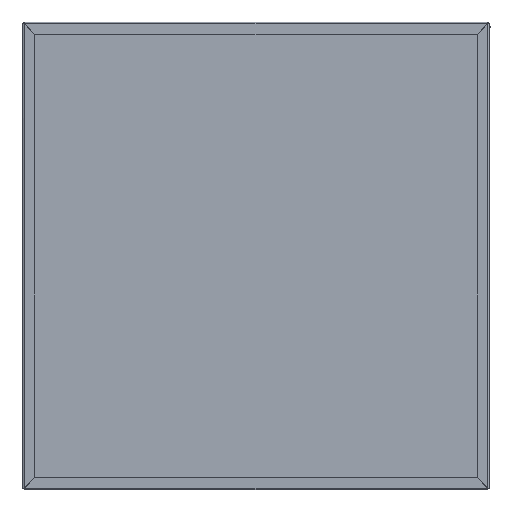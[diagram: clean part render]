
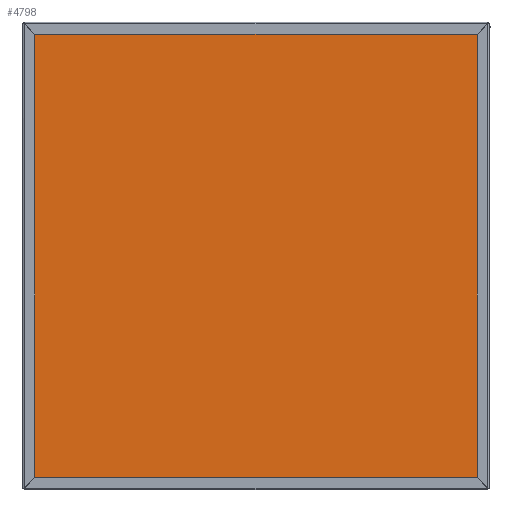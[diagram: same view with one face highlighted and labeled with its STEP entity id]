
A CAD part, top view. The second image highlights one B-rep face of the part: STEP entity #4798.
In plain terms, the highlighted planar face has unit normal (0, 0, 1).
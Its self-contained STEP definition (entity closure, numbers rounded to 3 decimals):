
#4798=ADVANCED_FACE('',(#7563),#7565,.T.);
#7563=FACE_BOUND('',#7564,.T.);
#7564=EDGE_LOOP('',(#9575,#9576,#9577,#9578));
#7565=PLANE('',#7566);
#7566=AXIS2_PLACEMENT_3D('',#7567,#7568,#7569);
#7567=CARTESIAN_POINT('',(2639.391,2011.174,2.));
#7568=DIRECTION('',(0.,0.,1.));
#7569=DIRECTION('',(1.,0.,0.));
#9575=ORIENTED_EDGE('',*,*,#10664,.T.);
#9576=ORIENTED_EDGE('',*,*,#10661,.T.);
#9577=ORIENTED_EDGE('',*,*,#10658,.T.);
#9578=ORIENTED_EDGE('',*,*,#10655,.T.);
#10655=EDGE_CURVE('',#11887,#11885,#11888,.T.);
#10658=EDGE_CURVE('',#11892,#11887,#11893,.T.);
#10661=EDGE_CURVE('',#11897,#11892,#11898,.T.);
#10664=EDGE_CURVE('',#11885,#11897,#11901,.T.);
#11885=VERTEX_POINT('',#15637);
#11887=VERTEX_POINT('',#15641);
#11888=LINE('',#15642,#15643);
#11892=VERTEX_POINT('',#15652);
#11893=LINE('',#15653,#15654);
#11897=VERTEX_POINT('',#15663);
#11898=LINE('',#15664,#15665);
#11901=LINE('',#15673,#15674);
#15637=CARTESIAN_POINT('',(2344.391,1716.174,2.));
#15641=CARTESIAN_POINT('',(2344.391,2306.174,2.));
#15642=CARTESIAN_POINT('',(2344.391,2306.174,2.));
#15643=VECTOR('',#15644,1.);
#15644=DIRECTION('',(0.,-1.,0.));
#15652=CARTESIAN_POINT('',(2934.391,2306.174,2.));
#15653=CARTESIAN_POINT('',(2934.391,2306.174,2.));
#15654=VECTOR('',#15655,1.);
#15655=DIRECTION('',(-1.,0.,0.));
#15663=CARTESIAN_POINT('',(2934.391,1716.174,2.));
#15664=CARTESIAN_POINT('',(2934.391,1716.174,2.));
#15665=VECTOR('',#15666,1.);
#15666=DIRECTION('',(0.,1.,0.));
#15673=CARTESIAN_POINT('',(2344.391,1716.174,2.));
#15674=VECTOR('',#15675,1.);
#15675=DIRECTION('',(1.,0.,0.));
